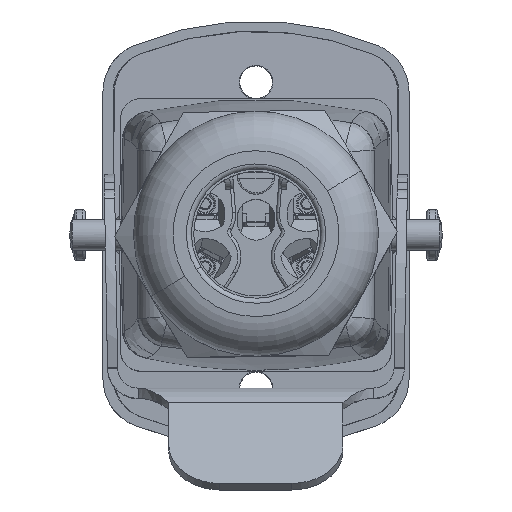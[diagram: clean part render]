
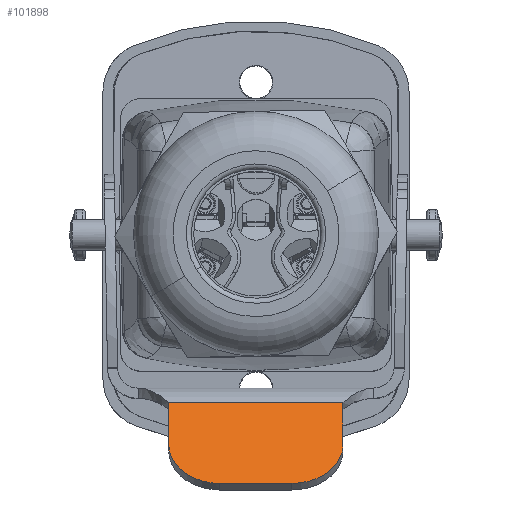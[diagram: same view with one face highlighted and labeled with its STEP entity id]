
A CAD part, top view. The second image highlights one B-rep face of the part: STEP entity #101898.
In plain terms, the highlighted planar face has unit normal (0, 0.643, 0.766).
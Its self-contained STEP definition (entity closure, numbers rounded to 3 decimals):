
#101851=AXIS2_PLACEMENT_3D('Plane Axis2P3D',#101848,#101849,#101850) ;
#101146=CARTESIAN_POINT('Vertex',(26.773,8.571,48.964)) ;
#101431=CARTESIAN_POINT('Vertex',(9.7,8.571,48.964)) ;
#101532=CARTESIAN_POINT('Line Origine',(26.773,6.522,50.684)) ;
#101536=CARTESIAN_POINT('Vertex',(26.773,4.473,52.403)) ;
#101590=CARTESIAN_POINT('Line Origine',(24.005,8.571,48.964)) ;
#101725=CARTESIAN_POINT('Vertex',(9.7,4.473,52.403)) ;
#101728=CARTESIAN_POINT('Line Origine',(9.7,6.522,50.684)) ;
#101848=CARTESIAN_POINT('Axis2P3D Location',(24.005,8.571,48.964)) ;
#101854=CARTESIAN_POINT('Control Point',(9.7,4.473,52.403)) ;
#101855=CARTESIAN_POINT('Control Point',(9.7,4.054,52.755)) ;
#101856=CARTESIAN_POINT('Control Point',(9.775,3.634,53.107)) ;
#101857=CARTESIAN_POINT('Control Point',(9.925,3.225,53.45)) ;
#101858=CARTESIAN_POINT('Control Point',(10.367,2.449,54.101)) ;
#101859=CARTESIAN_POINT('Control Point',(11.065,1.793,54.652)) ;
#101860=CARTESIAN_POINT('Control Point',(11.472,1.503,54.895)) ;
#101861=CARTESIAN_POINT('Control Point',(12.317,1.049,55.276)) ;
#101862=CARTESIAN_POINT('Control Point',(13.282,0.773,55.508)) ;
#101863=CARTESIAN_POINT('Control Point',(13.749,0.686,55.581)) ;
#101864=CARTESIAN_POINT('Control Point',(14.225,0.643,55.617)) ;
#101865=CARTESIAN_POINT('Control Point',(14.7,0.643,55.617)) ;
#101866=CARTESIAN_POINT('Vertex',(14.7,0.643,55.617)) ;
#101869=CARTESIAN_POINT('Line Origine',(18.237,0.643,55.617)) ;
#101873=CARTESIAN_POINT('Vertex',(21.773,0.643,55.617)) ;
#101877=CARTESIAN_POINT('Control Point',(21.773,0.643,55.617)) ;
#101878=CARTESIAN_POINT('Control Point',(22.321,0.643,55.617)) ;
#101879=CARTESIAN_POINT('Control Point',(22.868,0.7,55.569)) ;
#101880=CARTESIAN_POINT('Control Point',(23.402,0.815,55.472)) ;
#101881=CARTESIAN_POINT('Control Point',(24.415,1.154,55.188)) ;
#101882=CARTESIAN_POINT('Control Point',(25.272,1.689,54.739)) ;
#101883=CARTESIAN_POINT('Control Point',(25.65,2.,54.478)) ;
#101884=CARTESIAN_POINT('Control Point',(26.244,2.648,53.935)) ;
#101885=CARTESIAN_POINT('Control Point',(26.604,3.387,53.314)) ;
#101886=CARTESIAN_POINT('Control Point',(26.717,3.744,53.014)) ;
#101887=CARTESIAN_POINT('Control Point',(26.773,4.109,52.709)) ;
#101888=CARTESIAN_POINT('Control Point',(26.773,4.473,52.403)) ;
#101533=DIRECTION('Vector Direction',(0.,-0.766,0.643)) ;
#101591=DIRECTION('Vector Direction',(-1.,0.,0.)) ;
#101729=DIRECTION('Vector Direction',(0.,-0.766,0.643)) ;
#101849=DIRECTION('Axis2P3D Direction',(0.,0.643,0.766)) ;
#101850=DIRECTION('Axis2P3D XDirection',(-1.,0.,0.)) ;
#101870=DIRECTION('Vector Direction',(-1.,0.,0.)) ;
#101534=VECTOR('Line Direction',#101533,1.) ;
#101592=VECTOR('Line Direction',#101591,1.) ;
#101730=VECTOR('Line Direction',#101729,1.) ;
#101871=VECTOR('Line Direction',#101870,1.) ;
#101891=ORIENTED_EDGE('',*,*,#101594,.F.) ;
#101892=ORIENTED_EDGE('',*,*,#101732,.T.) ;
#101893=ORIENTED_EDGE('',*,*,#101868,.T.) ;
#101894=ORIENTED_EDGE('',*,*,#101875,.T.) ;
#101895=ORIENTED_EDGE('',*,*,#101889,.F.) ;
#101896=ORIENTED_EDGE('',*,*,#101538,.F.) ;
#101898=ADVANCED_FACE('Hauptk\X2\00F6\X0\rper',(#101897),#101852,.T.) ;
#101853=B_SPLINE_CURVE_WITH_KNOTS('',5,(#101854,#101855,#101856,#101857,#101858,#101859,#101860,#101861,#101862,#101863,#101864,#101865),.UNSPECIFIED.,.F.,.U.,(6,3,3,6),(0.,3.976,7.955,11.408),.UNSPECIFIED.) ;
#101876=B_SPLINE_CURVE_WITH_KNOTS('',5,(#101877,#101878,#101879,#101880,#101881,#101882,#101883,#101884,#101885,#101886,#101887,#101888),.UNSPECIFIED.,.F.,.U.,(6,3,3,6),(0.,3.976,7.955,11.408),.UNSPECIFIED.) ;
#101538=EDGE_CURVE('',#101147,#101537,#101535,.T.) ;
#101594=EDGE_CURVE('',#101432,#101147,#101593,.F.) ;
#101732=EDGE_CURVE('',#101432,#101726,#101731,.T.) ;
#101868=EDGE_CURVE('',#101726,#101867,#101853,.T.) ;
#101875=EDGE_CURVE('',#101867,#101874,#101872,.F.) ;
#101889=EDGE_CURVE('',#101537,#101874,#101876,.F.) ;
#101890=EDGE_LOOP('',(#101891,#101892,#101893,#101894,#101895,#101896)) ;
#101897=FACE_OUTER_BOUND('',#101890,.T.) ;
#101535=LINE('Line',#101532,#101534) ;
#101593=LINE('Line',#101590,#101592) ;
#101731=LINE('Line',#101728,#101730) ;
#101872=LINE('Line',#101869,#101871) ;
#101852=PLANE('',#101851) ;
#101147=VERTEX_POINT('',#101146) ;
#101432=VERTEX_POINT('',#101431) ;
#101537=VERTEX_POINT('',#101536) ;
#101726=VERTEX_POINT('',#101725) ;
#101867=VERTEX_POINT('',#101866) ;
#101874=VERTEX_POINT('',#101873) ;
